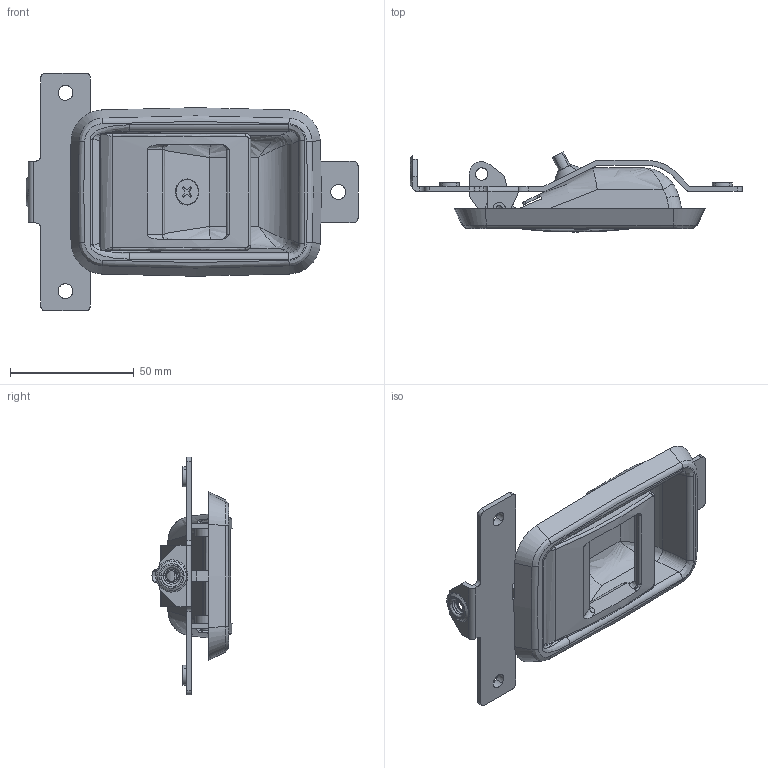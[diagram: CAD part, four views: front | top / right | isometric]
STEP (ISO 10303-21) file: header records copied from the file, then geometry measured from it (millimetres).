
FILE_DESCRIPTION((''),'2;1');
FILE_NAME('','2006-01-17T11:03:31',(''),(''),'','CADfix','');
FILE_SCHEMA(('AUTOMOTIVE_DESIGN'));
Length unit declared in the file: millimetre
Products named in the file (7): washer; shaft; screw; handle; bracket; base; THA_298_27078_36
Assembly tree (6 placements, depth 2):
  THA_298_27078_36
    washer
    shaft
    screw
    handle
    bracket
    base
Bounding box: 133.96 x 32.28 x 96 mm (x, y, z)
Volume: 32890.4 mm3; surface area: 39885.3 mm2
Topology: 6 solids, 6 shells, 407 faces, 1281 edges, 887 vertices
Faces by surface type: bspline 407
Entity records: 20717 total; most frequent: CARTESIAN_POINT 13158, ORIENTED_EDGE 2538, EDGE_CURVE 1269, VERTEX_POINT 887, B_SPLINE_CURVE_WITH_KNOTS 724, QUASI_UNIFORM_CURVE 503, EDGE_LOOP 450, FACE_OUTER_BOUND 407
